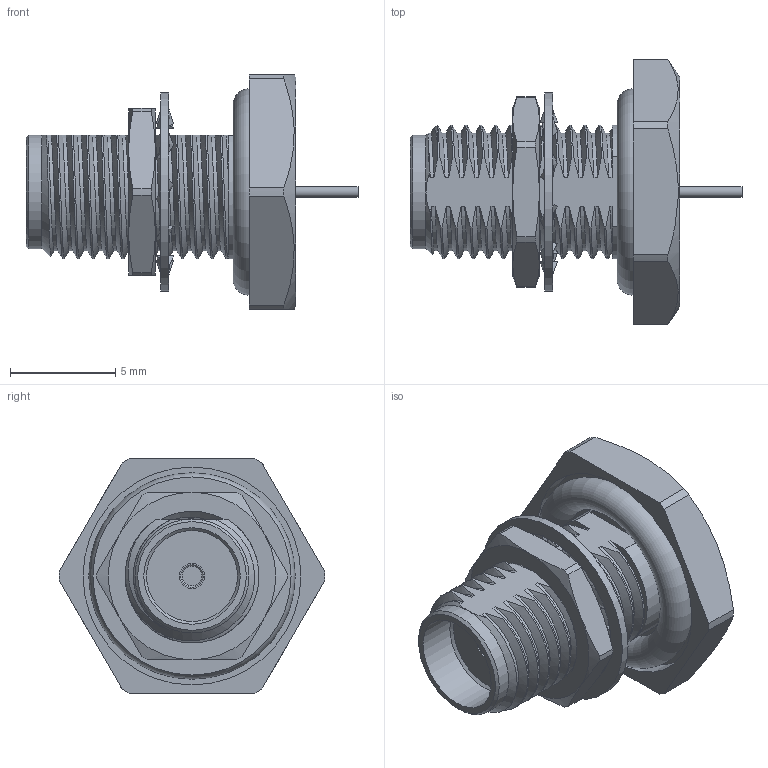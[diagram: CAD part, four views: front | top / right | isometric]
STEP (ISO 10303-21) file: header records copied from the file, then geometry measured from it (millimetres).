
FILE_DESCRIPTION (( 'STEP AP203' ), '1' );
FILE_NAME ('SC7106.STEP', '2020-10-08T21:52:15', ( '' ), ( '' ), 'SwSTEP 2.0', 'SolidWorks 2018', '' );
FILE_SCHEMA (( 'CONFIG_CONTROL_DESIGN' ));
Length unit declared in the file: inch
Products named in the file (1): SC7106
Bounding box: 15.75 x 12.61 x 11.11 mm (x, y, z)
Volume: 534.2 mm3; surface area: 976.8 mm2
Topology: 4 solids, 4 shells, 190 faces, 553 edges, 376 vertices
Faces by surface type: bspline 84, cylinder 45, plane 41, cone 19, torus 1
Full cylindrical faces by diameter (mm): 0.508 x1, 0.94 x1, 1.194 x1, 4.064 x1, 4.572 x1, 5.408 x1, 6.35 x1, 9.398 x1, 10.335 x1
Entity records: 22798 total; most frequent: CARTESIAN_POINT 18590, ORIENTED_EDGE 1066, DIRECTION 577, EDGE_CURVE 533, VERTEX_POINT 371, AXIS2_PLACEMENT_3D 213, EDGE_LOOP 212, FACE_OUTER_BOUND 197
